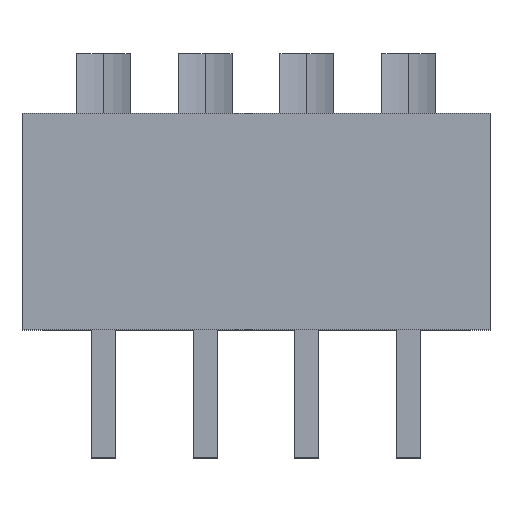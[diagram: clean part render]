
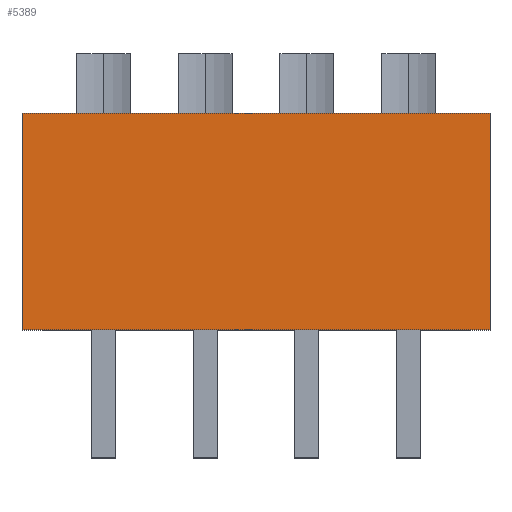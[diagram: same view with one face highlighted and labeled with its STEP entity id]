
A CAD part, top view. The second image highlights one B-rep face of the part: STEP entity #5389.
In plain terms, the highlighted planar face has unit normal (0, 0, 1).
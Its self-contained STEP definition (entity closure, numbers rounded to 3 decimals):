
#819 = CARTESIAN_POINT ( 'NONE',  ( 11.68, 5.4, 0. ) ) ;
#820 = DIRECTION ( 'NONE',  ( -1., 0., 0. ) ) ;
#821 = VECTOR ( 'NONE', #820, 1000. ) ;
#822 = CARTESIAN_POINT ( 'NONE',  ( 11.68, 5.4, 0. ) ) ;
#823 = LINE ( 'NONE', #822, #821 ) ;
#824 = CARTESIAN_POINT ( 'NONE',  ( 0., 5.4, 0. ) ) ;
#1293 = DIRECTION ( 'NONE',  ( 0., -1., 0. ) ) ;
#1294 = VECTOR ( 'NONE', #1293, 1000. ) ;
#1295 = CARTESIAN_POINT ( 'NONE',  ( 0., 0., 0. ) ) ;
#1296 = LINE ( 'NONE', #1295, #1294 ) ;
#1297 = CARTESIAN_POINT ( 'NONE',  ( 0., 0., 0. ) ) ;
#1332 = DIRECTION ( 'NONE',  ( -1., 0., 0. ) ) ;
#1333 = VECTOR ( 'NONE', #1332, 1000. ) ;
#1334 = CARTESIAN_POINT ( 'NONE',  ( 11.68, 0., 0. ) ) ;
#1335 = LINE ( 'NONE', #1334, #1333 ) ;
#1336 = CARTESIAN_POINT ( 'NONE',  ( 11.68, 0., 0. ) ) ;
#1399 = CARTESIAN_POINT ( 'NONE',  ( 11.68, 0., 0. ) ) ;
#1400 = LINE ( 'NONE', #1399, #1461 ) ;
#1429 = PLANE ( 'NONE',  #1431 ) ;
#1430 = CARTESIAN_POINT ( 'NONE',  ( 11.68, 0., 0. ) ) ;
#1431 = AXIS2_PLACEMENT_3D ( 'NONE', #1430, #1492, #1491 ) ;
#1432 = FACE_OUTER_BOUND ( 'NONE', #5390, .T. ) ;
#1460 = DIRECTION ( 'NONE',  ( 0., -1., 0. ) ) ;
#1461 = VECTOR ( 'NONE', #1460, 1000. ) ;
#1491 = DIRECTION ( 'NONE',  ( -1., 0., 0. ) ) ;
#1492 = DIRECTION ( 'NONE',  ( 0., 0., -1. ) ) ;
#5142 = VERTEX_POINT ( 'NONE', #824 ) ;
#5144 = EDGE_CURVE ( 'NONE', #5145, #5142, #823, .T. ) ;
#5145 = VERTEX_POINT ( 'NONE', #819 ) ;
#5313 = ORIENTED_EDGE ( 'NONE', *, *, #5369, .F. ) ;
#5316 = VERTEX_POINT ( 'NONE', #1297 ) ;
#5318 = EDGE_CURVE ( 'NONE', #5142, #5316, #1296, .T. ) ;
#5330 = VERTEX_POINT ( 'NONE', #1336 ) ;
#5332 = EDGE_CURVE ( 'NONE', #5330, #5316, #1335, .T. ) ;
#5369 = EDGE_CURVE ( 'NONE', #5145, #5330, #1400, .T. ) ;
#5370 = ORIENTED_EDGE ( 'NONE', *, *, #5144, .T. ) ;
#5389 = ADVANCED_FACE ( 'NONE', ( #1432 ), #1429, .F. ) ;
#5390 = EDGE_LOOP ( 'NONE', ( #5391, #5392, #5313, #5370 ) ) ;
#5391 = ORIENTED_EDGE ( 'NONE', *, *, #5318, .T. ) ;
#5392 = ORIENTED_EDGE ( 'NONE', *, *, #5332, .F. ) ;
